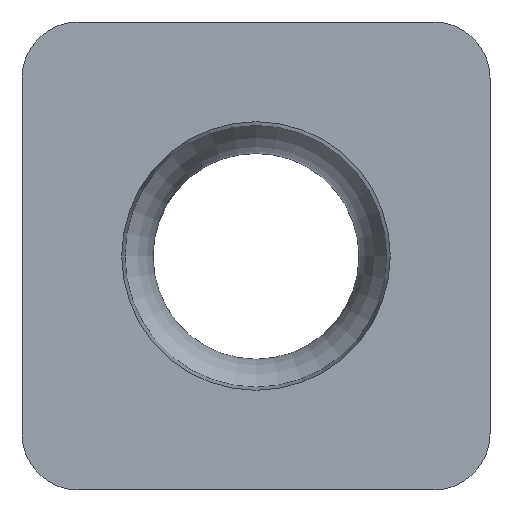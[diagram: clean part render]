
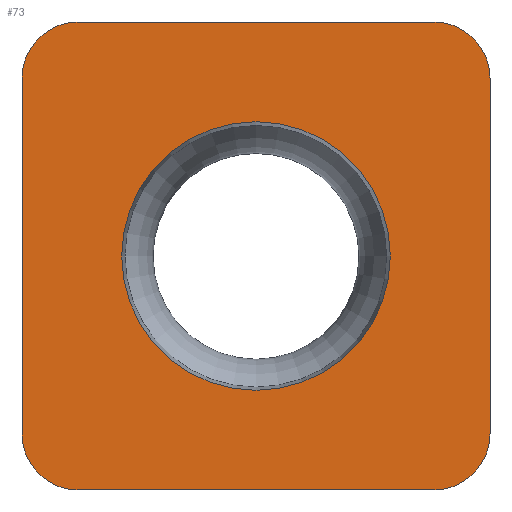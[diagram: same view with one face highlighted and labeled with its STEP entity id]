
A CAD part, top view. The second image highlights one B-rep face of the part: STEP entity #73.
In plain terms, the highlighted planar face has unit normal (0, 0, 1).
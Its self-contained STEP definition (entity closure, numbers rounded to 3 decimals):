
#39=FACE_BOUND('',#101,.T.);
#40=FACE_BOUND('',#102,.T.);
#52=CIRCLE('',#276,0.6);
#54=CIRCLE('',#280,0.6);
#56=CIRCLE('',#284,0.6);
#58=CIRCLE('',#288,0.6);
#61=CIRCLE('',#293,1.435);
#73=ADVANCED_FACE('',(#39,#40),#82,.T.);
#82=PLANE('',#294);
#101=EDGE_LOOP('',(#150));
#102=EDGE_LOOP('',(#151,#152,#153,#154,#155,#156,#157,#158));
#150=ORIENTED_EDGE('',*,*,#210,.F.);
#151=ORIENTED_EDGE('',*,*,#185,.T.);
#152=ORIENTED_EDGE('',*,*,#189,.T.);
#153=ORIENTED_EDGE('',*,*,#192,.T.);
#154=ORIENTED_EDGE('',*,*,#195,.T.);
#155=ORIENTED_EDGE('',*,*,#198,.T.);
#156=ORIENTED_EDGE('',*,*,#201,.T.);
#157=ORIENTED_EDGE('',*,*,#204,.T.);
#158=ORIENTED_EDGE('',*,*,#207,.T.);
#165=VERTEX_POINT('',#422);
#166=VERTEX_POINT('',#423);
#169=VERTEX_POINT('',#431);
#171=VERTEX_POINT('',#437);
#173=VERTEX_POINT('',#443);
#175=VERTEX_POINT('',#449);
#177=VERTEX_POINT('',#455);
#179=VERTEX_POINT('',#461);
#182=VERTEX_POINT('',#473);
#185=EDGE_CURVE('',#165,#166,#213,.T.);
#189=EDGE_CURVE('',#166,#169,#52,.T.);
#192=EDGE_CURVE('',#169,#171,#218,.T.);
#195=EDGE_CURVE('',#171,#173,#54,.T.);
#198=EDGE_CURVE('',#173,#175,#222,.T.);
#201=EDGE_CURVE('',#175,#177,#56,.T.);
#204=EDGE_CURVE('',#177,#179,#226,.T.);
#207=EDGE_CURVE('',#179,#165,#58,.T.);
#210=EDGE_CURVE('',#182,#182,#61,.T.);
#213=LINE('',#421,#229);
#218=LINE('',#436,#234);
#222=LINE('',#448,#238);
#226=LINE('',#460,#242);
#229=VECTOR('',#306,1.);
#234=VECTOR('',#319,1.);
#238=VECTOR('',#331,1.);
#242=VECTOR('',#343,1.);
#276=AXIS2_PLACEMENT_3D('',#430,#312,#313);
#280=AXIS2_PLACEMENT_3D('',#442,#324,#325);
#284=AXIS2_PLACEMENT_3D('',#454,#336,#337);
#288=AXIS2_PLACEMENT_3D('',#466,#348,#349);
#293=AXIS2_PLACEMENT_3D('',#472,#358,#359);
#294=AXIS2_PLACEMENT_3D('',#474,#360,#361);
#306=DIRECTION('',(1.,0.,0.));
#312=DIRECTION('',(0.,0.,1.));
#313=DIRECTION('',(1.,0.,0.));
#319=DIRECTION('',(0.,1.,0.));
#324=DIRECTION('',(0.,0.,1.));
#325=DIRECTION('',(1.,0.,0.));
#331=DIRECTION('',(-1.,0.,0.));
#336=DIRECTION('',(0.,0.,1.));
#337=DIRECTION('',(1.,0.,0.));
#343=DIRECTION('',(0.,-1.,0.));
#348=DIRECTION('',(0.,0.,1.));
#349=DIRECTION('',(1.,0.,0.));
#358=DIRECTION('',(0.,0.,1.));
#359=DIRECTION('',(1.,0.,0.));
#360=DIRECTION('',(0.,0.,1.));
#361=DIRECTION('',(1.,0.,0.));
#421=CARTESIAN_POINT('',(1.9,-2.5,0.));
#422=CARTESIAN_POINT('',(-1.9,-2.5,0.));
#423=CARTESIAN_POINT('',(1.9,-2.5,0.));
#430=CARTESIAN_POINT('',(1.9,-1.9,0.));
#431=CARTESIAN_POINT('',(2.5,-1.9,0.));
#436=CARTESIAN_POINT('',(2.5,-1.9,0.));
#437=CARTESIAN_POINT('',(2.5,1.9,0.));
#442=CARTESIAN_POINT('',(1.9,1.9,0.));
#443=CARTESIAN_POINT('',(1.9,2.5,0.));
#448=CARTESIAN_POINT('',(1.9,2.5,0.));
#449=CARTESIAN_POINT('',(-1.9,2.5,0.));
#454=CARTESIAN_POINT('',(-1.9,1.9,0.));
#455=CARTESIAN_POINT('',(-2.5,1.9,0.));
#460=CARTESIAN_POINT('',(-2.5,-1.9,0.));
#461=CARTESIAN_POINT('',(-2.5,-1.9,0.));
#466=CARTESIAN_POINT('',(-1.9,-1.9,0.));
#472=CARTESIAN_POINT('',(0.,0.,0.));
#473=CARTESIAN_POINT('',(1.435,0.,0.));
#474=CARTESIAN_POINT('',(1.9,-1.9,0.));
